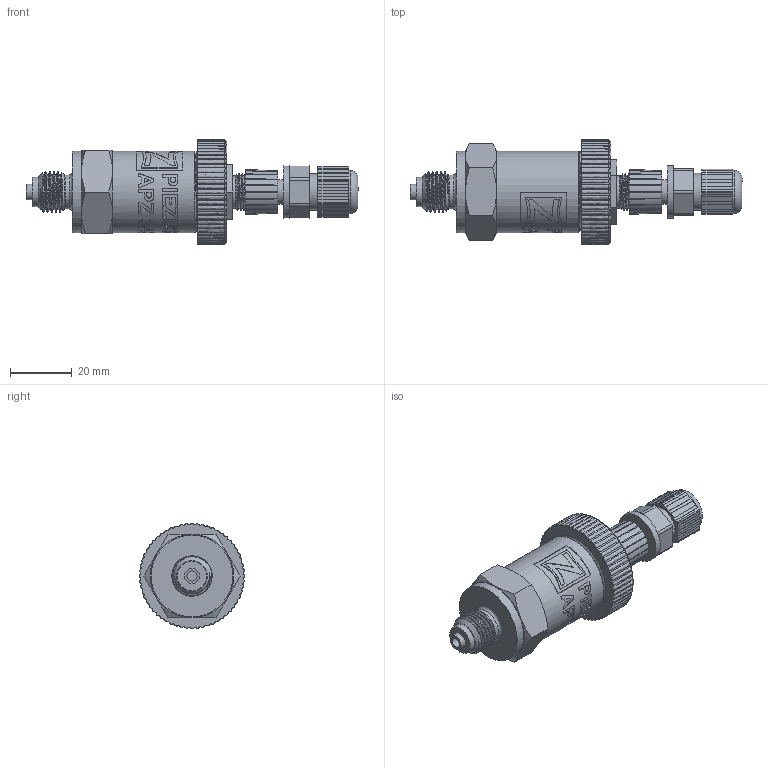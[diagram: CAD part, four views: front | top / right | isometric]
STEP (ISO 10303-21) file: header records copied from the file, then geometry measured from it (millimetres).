
FILE_DESCRIPTION(/* description */ (''),/* implementation_level */ '2;1');
FILE_NAME(/* name */ 'APZ3421_G1''4EN_M12x1-straight.step',/* time_stamp */ '2021-06-23T14:29:35+03:00',/* author */ (''),/* organization */ (''),/* preprocessor_version */ 'ST-DEVELOPER v18.1',/* originating_system */ 'Autodesk Translation Framework v10.9.0.1377',/* authorisation */ '');
FILE_SCHEMA (('AUTOMOTIVE_DESIGN { 1 0 10303 214 3 1 1 }'));
Products named in the file (6): APZ3421_G1'4EN_M12x1-straight; G 1/4 EN; OMAL nut M27x1.5 v8; M12x1 male v16; Ш100.000.002 v4; M12x1 female straight v9
Assembly tree (5 placements, depth 2):
  APZ3421_G1'4EN_M12x1-straight
    G 1/4 EN
    OMAL nut M27x1.5 v8
    M12x1 male v16
    Ш100.000.002 v4
    M12x1 female straight v9
Bounding box: 107.55 x 34 x 34 mm (x, y, z)
Volume: 40271.8 mm3; surface area: 17778 mm2
Topology: 16 solids, 16 shells, 909 faces, 2525 edges, 1690 vertices
Faces by surface type: bspline 455, plane 263, cylinder 137, cone 48, torus 6
Full cylindrical faces by diameter (mm): 1 x12, 1.5 x4, 3.3 x1, 5 x1, 7.3 x1, 8 x3, 8.2 x1, 9.5 x1, 10.293 x1, 10.6 x2, 10.741 x6, 11 x1, 11.445 x4, 11.884 x5, 12 x1, 14 x2, 14.137 x4, 14.526 x3, 15.85 x3, 16.203 x3, 17 x1, 21.4 x2, 22.3 x1, 22.4 x1, 24.5 x1, 25.132 x4, 25.526 x4, 26.5 x5, 27.208 x5
Entity records: 65537 total; most frequent: CARTESIAN_POINT 44942, ORIENTED_EDGE 5050, DIRECTION 2852, EDGE_CURVE 2525, VERTEX_POINT 1690, LINE 1172, VECTOR 1172, EDGE_LOOP 966
